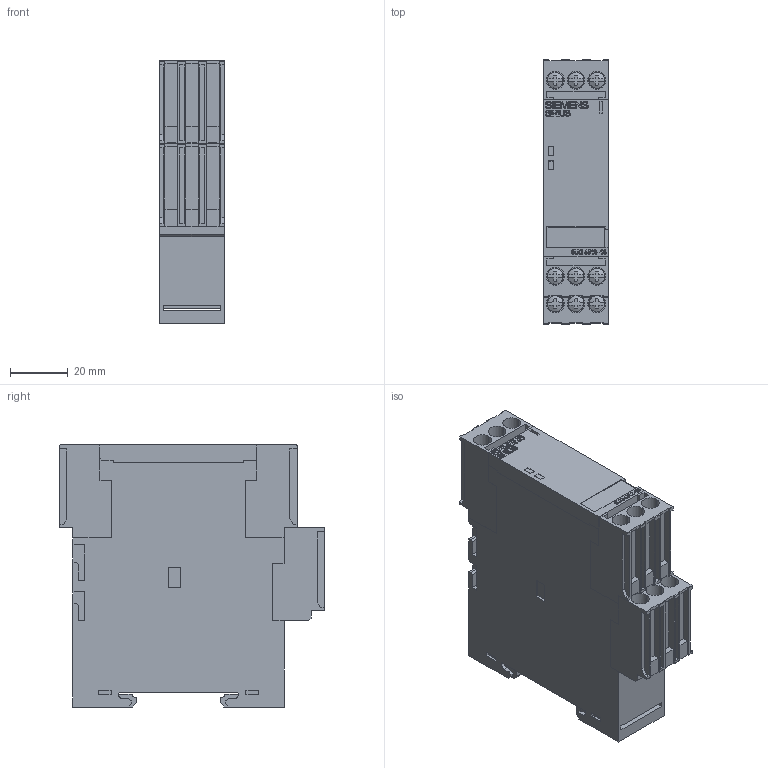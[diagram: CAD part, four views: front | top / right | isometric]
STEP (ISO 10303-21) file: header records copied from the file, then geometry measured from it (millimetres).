
FILE_DESCRIPTION(('STEP AP214'),'1');
FILE_NAME('cctmp_BFC737D0-AB59-43CC-BAD5-AC9F086A5179_2023_08_15_13_09_32_0597..stp','2023-08-15T11:09:34',('SIEMENS A&D'),('CADClick - www.CADClick.com'),'Spatial InterOp 3D postprocessed',' ','unknown authorization');
FILE_SCHEMA(('AUTOMOTIVE_DESIGN'));
Length unit declared in the file: millimetre
Products named in the file (3): cc_unnamed; 2023_08_15_13_09_32_0533; 2023_08_15_13_09_32_0529
Assembly tree (2 placements, depth 2):
  cc_unnamed
    2023_08_15_13_09_32_0533
    2023_08_15_13_09_32_0529
Bounding box: 22.5 x 91.9 x 91 mm (x, y, z)
Volume: 152860.4 mm3; surface area: 33955.9 mm2
Topology: 2 solids, 2 shells, 1079 faces, 3006 edges, 2000 vertices
Faces by surface type: plane 687, cylinder 202, bspline 190
Entity records: 47002 total; most frequent: CARTESIAN_POINT 17114, ORIENTED_EDGE 6012, DIRECTION 4694, EDGE_CURVE 3006, LINE 2234, VECTOR 2234, VERTEX_POINT 2000, AXIS2_PLACEMENT_3D 1230
